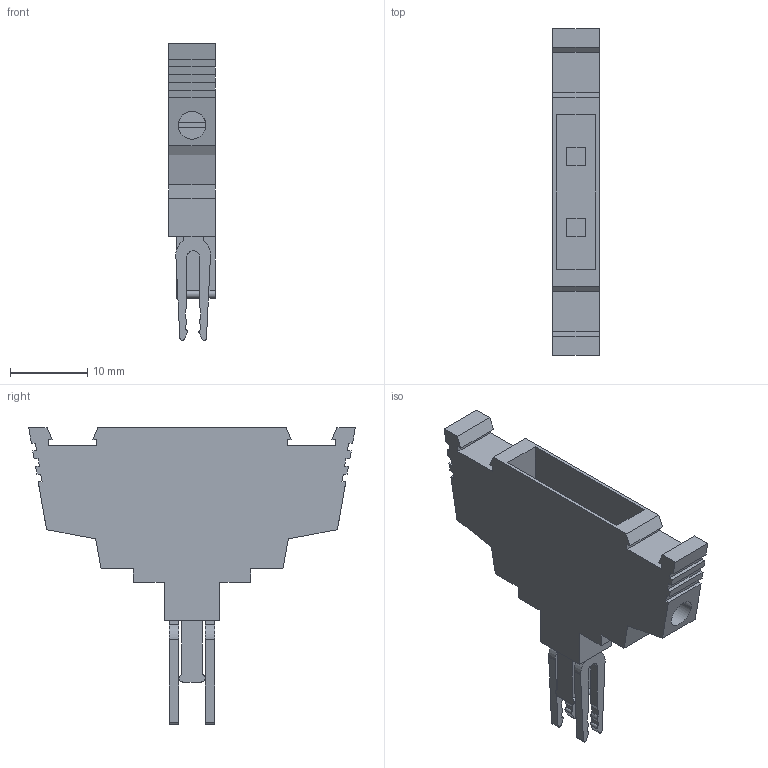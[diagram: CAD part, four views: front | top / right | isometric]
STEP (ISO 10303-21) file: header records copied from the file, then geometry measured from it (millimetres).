
FILE_DESCRIPTION(('Creo Elements/Direct Modeling STEP Export'),'2;1');
FILE_NAME('model.stp','2019-07-17T15:33:27',(''),(''),'Creo Elements/Direct Modeling STEP processor for AP214 (Solid Model)','Creo Elements/Direct Modeling 20.1A 29-Sep-2018 (C) Parametric Technology GmbH','');
FILE_SCHEMA(('AUTOMOTIVE_DESIGN { 1 0 10303 214 1 1 1 1 }'));
Length unit declared in the file: millimetre
Products named in the file (2): ST-1N4007-SELECT
Assembly tree (1 placements, depth 2):
  ST-1N4007-SELECT
    ST-1N4007-SELECT
Bounding box: 6 x 42.37 x 38.5 mm (x, y, z)
Volume: 3543.8 mm3; surface area: 3171.6 mm2
Topology: 1 solids, 1 shells, 143 faces, 404 edges, 270 vertices
Faces by surface type: plane 119, cylinder 24
Entity records: 5681 total; most frequent: ORIENTED_EDGE 808, CARTESIAN_POINT 799, DIRECTION 712, EDGE_CURVE 404, VECTOR 346, LINE 346, VERTEX_POINT 270, AXIS2_PLACEMENT_3D 183
